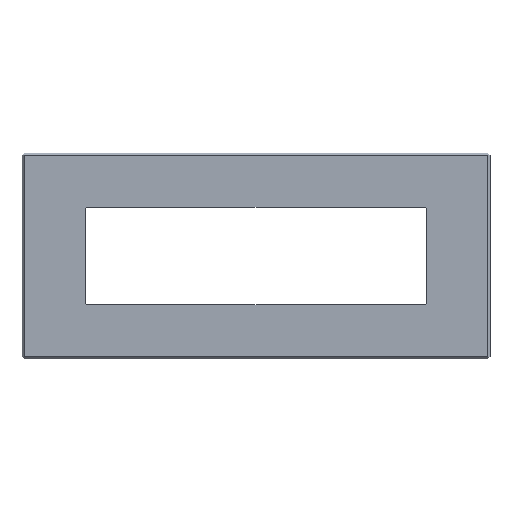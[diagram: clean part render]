
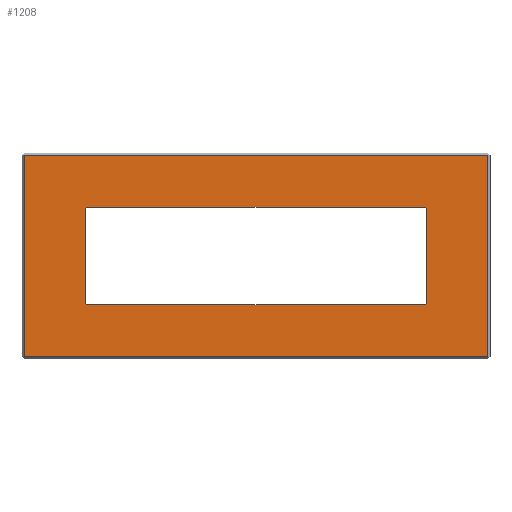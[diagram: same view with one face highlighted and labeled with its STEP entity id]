
A CAD part, top view. The second image highlights one B-rep face of the part: STEP entity #1208.
In plain terms, the highlighted planar face has unit normal (0, 0, 1).
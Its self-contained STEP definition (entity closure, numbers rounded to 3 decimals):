
#271 = DIRECTION ( 'NONE',  ( -1., 0., 0. ) ) ;
#835 = EDGE_CURVE ( 'NONE', #7770, #33862, #69830, .T. ) ;
#1208 = ADVANCED_FACE ( 'NONE', ( #31125, #32848 ), #2748, .F. ) ;
#1616 = CARTESIAN_POINT ( 'NONE',  ( 107., -46.5, 3. ) ) ;
#2717 = AXIS2_PLACEMENT_3D ( 'NONE', #36946, #31126, #25618 ) ;
#2748 = PLANE ( 'NONE',  #63324 ) ;
#7633 = DIRECTION ( 'NONE',  ( 0., 0., -1. ) ) ;
#7770 = VERTEX_POINT ( 'NONE', #47766 ) ;
#8626 = CARTESIAN_POINT ( 'NONE',  ( -78.75, -21.5, 3. ) ) ;
#9206 = CARTESIAN_POINT ( 'NONE',  ( 107., 46.5, 3. ) ) ;
#9399 = DIRECTION ( 'NONE',  ( -1., 0., 0. ) ) ;
#10037 = ORIENTED_EDGE ( 'NONE', *, *, #49876, .T. ) ;
#10747 = LINE ( 'NONE', #70282, #15912 ) ;
#11971 = VERTEX_POINT ( 'NONE', #28642 ) ;
#12528 = EDGE_CURVE ( 'NONE', #20216, #40649, #66138, .T. ) ;
#14126 = DIRECTION ( 'NONE',  ( -1., 0., 0. ) ) ;
#14414 = CARTESIAN_POINT ( 'NONE',  ( 0., 46.5, 3. ) ) ;
#15638 = ORIENTED_EDGE ( 'NONE', *, *, #37399, .T. ) ;
#15779 = VERTEX_POINT ( 'NONE', #25153 ) ;
#15811 = DIRECTION ( 'NONE',  ( 0., 1., 0. ) ) ;
#15912 = VECTOR ( 'NONE', #70980, 1000. ) ;
#17372 = LINE ( 'NONE', #30580, #37227 ) ;
#17782 = CARTESIAN_POINT ( 'NONE',  ( -78.75, 21.5, 3. ) ) ;
#18094 = ORIENTED_EDGE ( 'NONE', *, *, #29663, .F. ) ;
#19593 = CARTESIAN_POINT ( 'NONE',  ( -107., 46.5, 3. ) ) ;
#20216 = VERTEX_POINT ( 'NONE', #17782 ) ;
#20673 = DIRECTION ( 'NONE',  ( 0., 0., -1. ) ) ;
#21586 = CARTESIAN_POINT ( 'NONE',  ( 107., 0., 3. ) ) ;
#21724 = AXIS2_PLACEMENT_3D ( 'NONE', #36043, #68470, #14126 ) ;
#22484 = CARTESIAN_POINT ( 'NONE',  ( -107., 0., 3. ) ) ;
#22895 = EDGE_CURVE ( 'NONE', #29512, #40649, #70988, .T. ) ;
#25153 = CARTESIAN_POINT ( 'NONE',  ( 77.75, -22.5, 3. ) ) ;
#25618 = DIRECTION ( 'NONE',  ( -1., 0., 0. ) ) ;
#26310 = EDGE_CURVE ( 'NONE', #20216, #71350, #53386, .T. ) ;
#26678 = CIRCLE ( 'NONE', #21724, 1. ) ;
#28182 = CARTESIAN_POINT ( 'NONE',  ( -78.75, 22.5, 3. ) ) ;
#28540 = ORIENTED_EDGE ( 'NONE', *, *, #22895, .T. ) ;
#28642 = CARTESIAN_POINT ( 'NONE',  ( 77.75, 22.5, 3. ) ) ;
#29512 = VERTEX_POINT ( 'NONE', #46492 ) ;
#29663 = EDGE_CURVE ( 'NONE', #57790, #40267, #10747, .T. ) ;
#30580 = CARTESIAN_POINT ( 'NONE',  ( -78.75, -22.5, 3. ) ) ;
#31125 = FACE_OUTER_BOUND ( 'NONE', #59289, .T. ) ;
#31126 = DIRECTION ( 'NONE',  ( 0., 0., -1. ) ) ;
#31200 = CARTESIAN_POINT ( 'NONE',  ( 0., -46.5, 3. ) ) ;
#32848 = FACE_BOUND ( 'NONE', #61904, .T. ) ;
#33862 = VERTEX_POINT ( 'NONE', #1616 ) ;
#34194 = LINE ( 'NONE', #22484, #58262 ) ;
#35999 = CARTESIAN_POINT ( 'NONE',  ( 0., 0., 3. ) ) ;
#36043 = CARTESIAN_POINT ( 'NONE',  ( 77.75, -21.5, 3. ) ) ;
#36189 = DIRECTION ( 'NONE',  ( 0., 0., -1. ) ) ;
#36946 = CARTESIAN_POINT ( 'NONE',  ( -77.75, -21.5, 3. ) ) ;
#37027 = DIRECTION ( 'NONE',  ( -1., 0., 0. ) ) ;
#37211 = EDGE_CURVE ( 'NONE', #67689, #48791, #46601, .T. ) ;
#37227 = VECTOR ( 'NONE', #46476, 1000. ) ;
#37399 = EDGE_CURVE ( 'NONE', #33862, #67689, #43189, .T. ) ;
#37494 = ORIENTED_EDGE ( 'NONE', *, *, #12528, .F. ) ;
#38286 = EDGE_CURVE ( 'NONE', #57790, #15779, #26678, .T. ) ;
#38416 = AXIS2_PLACEMENT_3D ( 'NONE', #58006, #36189, #52243 ) ;
#38628 = DIRECTION ( 'NONE',  ( 0., -1., 0. ) ) ;
#38989 = EDGE_CURVE ( 'NONE', #11971, #71350, #69608, .T. ) ;
#40267 = VERTEX_POINT ( 'NONE', #42820 ) ;
#40649 = VERTEX_POINT ( 'NONE', #8626 ) ;
#42333 = CARTESIAN_POINT ( 'NONE',  ( 77.75, 21.5, 3. ) ) ;
#42820 = CARTESIAN_POINT ( 'NONE',  ( 78.75, 21.5, 3. ) ) ;
#43189 = LINE ( 'NONE', #21586, #53425 ) ;
#43818 = VECTOR ( 'NONE', #271, 1000. ) ;
#44286 = CARTESIAN_POINT ( 'NONE',  ( -77.75, 22.5, 3. ) ) ;
#45953 = CARTESIAN_POINT ( 'NONE',  ( 78.75, -21.5, 3. ) ) ;
#46383 = AXIS2_PLACEMENT_3D ( 'NONE', #42333, #20673, #9399 ) ;
#46476 = DIRECTION ( 'NONE',  ( 1., 0., 0. ) ) ;
#46492 = CARTESIAN_POINT ( 'NONE',  ( -77.75, -22.5, 3. ) ) ;
#46601 = LINE ( 'NONE', #14414, #55138 ) ;
#46642 = ORIENTED_EDGE ( 'NONE', *, *, #57973, .T. ) ;
#47766 = CARTESIAN_POINT ( 'NONE',  ( -107., -46.5, 3. ) ) ;
#47778 = CARTESIAN_POINT ( 'NONE',  ( -78.75, 22.5, 3. ) ) ;
#48432 = ORIENTED_EDGE ( 'NONE', *, *, #38286, .T. ) ;
#48791 = VERTEX_POINT ( 'NONE', #19593 ) ;
#48987 = ORIENTED_EDGE ( 'NONE', *, *, #52857, .F. ) ;
#49876 = EDGE_CURVE ( 'NONE', #48791, #7770, #34194, .T. ) ;
#52243 = DIRECTION ( 'NONE',  ( -1., 0., 0. ) ) ;
#52857 = EDGE_CURVE ( 'NONE', #29512, #15779, #17372, .T. ) ;
#53386 = CIRCLE ( 'NONE', #38416, 1. ) ;
#53425 = VECTOR ( 'NONE', #15811, 1000. ) ;
#53530 = DIRECTION ( 'NONE',  ( 1., 0., 0. ) ) ;
#53772 = DIRECTION ( 'NONE',  ( 0., -1., 0. ) ) ;
#55138 = VECTOR ( 'NONE', #37027, 1000. ) ;
#57790 = VERTEX_POINT ( 'NONE', #45953 ) ;
#57973 = EDGE_CURVE ( 'NONE', #11971, #40267, #63229, .T. ) ;
#58006 = CARTESIAN_POINT ( 'NONE',  ( -77.75, 21.5, 3. ) ) ;
#58262 = VECTOR ( 'NONE', #38628, 1000. ) ;
#58864 = ORIENTED_EDGE ( 'NONE', *, *, #835, .T. ) ;
#59289 = EDGE_LOOP ( 'NONE', ( #10037, #58864, #15638, #67574 ) ) ;
#61855 = ORIENTED_EDGE ( 'NONE', *, *, #38989, .F. ) ;
#61904 = EDGE_LOOP ( 'NONE', ( #37494, #66442, #61855, #46642, #18094, #48432, #48987, #28540 ) ) ;
#62672 = DIRECTION ( 'NONE',  ( -1., 0., 0. ) ) ;
#63229 = CIRCLE ( 'NONE', #46383, 1. ) ;
#63324 = AXIS2_PLACEMENT_3D ( 'NONE', #35999, #7633, #62672 ) ;
#63822 = VECTOR ( 'NONE', #53530, 1000. ) ;
#66138 = LINE ( 'NONE', #47778, #69597 ) ;
#66442 = ORIENTED_EDGE ( 'NONE', *, *, #26310, .T. ) ;
#67574 = ORIENTED_EDGE ( 'NONE', *, *, #37211, .T. ) ;
#67689 = VERTEX_POINT ( 'NONE', #9206 ) ;
#68470 = DIRECTION ( 'NONE',  ( 0., 0., -1. ) ) ;
#69597 = VECTOR ( 'NONE', #53772, 1000. ) ;
#69608 = LINE ( 'NONE', #28182, #43818 ) ;
#69830 = LINE ( 'NONE', #31200, #63822 ) ;
#70282 = CARTESIAN_POINT ( 'NONE',  ( 78.75, 22.5, 3. ) ) ;
#70980 = DIRECTION ( 'NONE',  ( 0., 1., 0. ) ) ;
#70988 = CIRCLE ( 'NONE', #2717, 1. ) ;
#71350 = VERTEX_POINT ( 'NONE', #44286 ) ;
